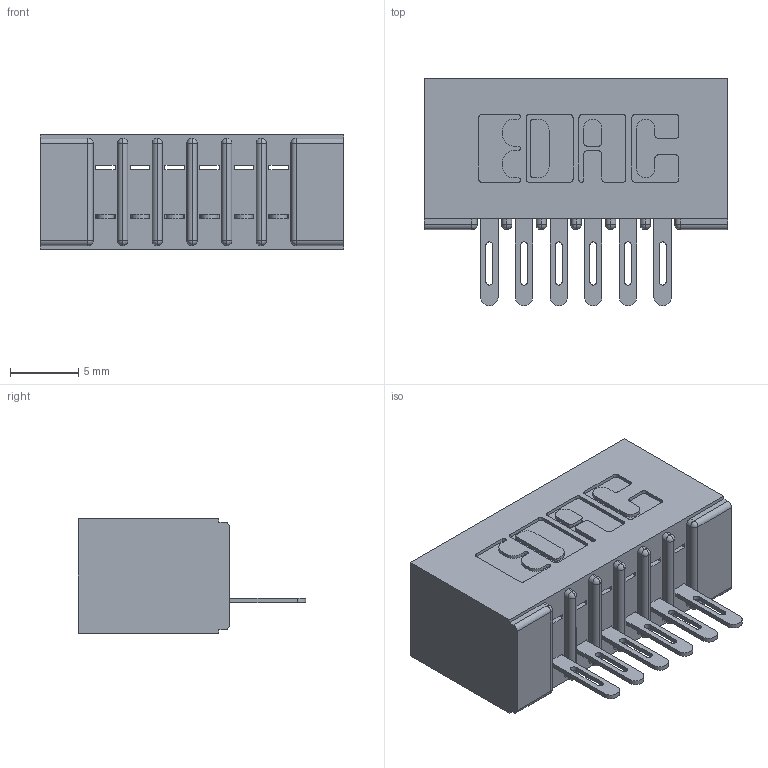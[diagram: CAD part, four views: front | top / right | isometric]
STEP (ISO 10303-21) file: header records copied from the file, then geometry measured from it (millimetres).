
FILE_DESCRIPTION (( 'STEP AP203' ), '1' );
FILE_NAME ('341-006-500-101.STEP', '2019-08-09T15:36:07', ( '' ), ( '' ), 'SwSTEP 2.0', 'SolidWorks 2016', '' );
FILE_SCHEMA (( 'CONFIG_CONTROL_DESIGN' ));
Length unit declared in the file: inch
Products named in the file (3): 341-292-001_341-292-100; 341 Part_No Mounting Lugs; 341-006-500-101
Assembly tree (7 placements, depth 2):
  341-006-500-101
    341 Part_No Mounting Lugs
    341-292-001_341-292-100  x6
Bounding box: 22.23 x 16.69 x 8.38 mm (x, y, z)
Volume: 1402.6 mm3; surface area: 2374.4 mm2
Topology: 7 solids, 7 shells, 600 faces, 1714 edges, 1102 vertices
Faces by surface type: plane 358, cylinder 218, sphere 14, torus 10
Entity records: 11595 total; most frequent: CARTESIAN_POINT 1952, ORIENTED_EDGE 1940, DIRECTION 1916, EDGE_CURVE 970, LINE 744, VECTOR 744, VERTEX_POINT 622, AXIS2_PLACEMENT_3D 586
